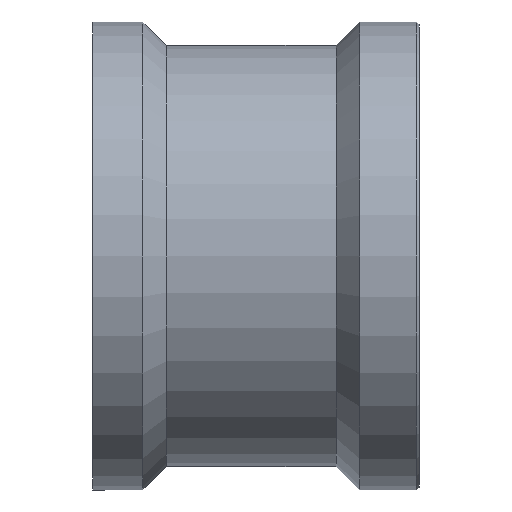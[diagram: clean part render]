
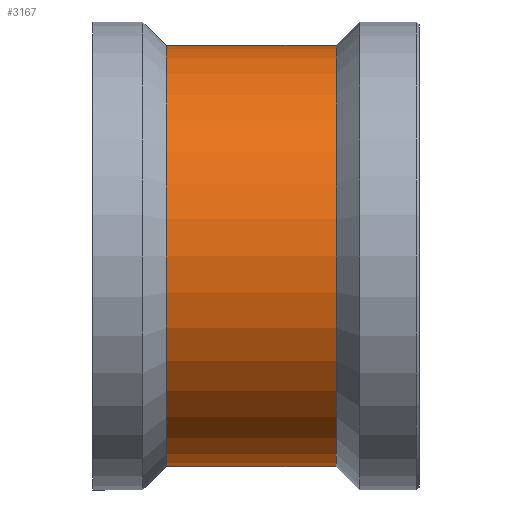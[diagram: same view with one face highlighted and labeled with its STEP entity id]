
A CAD part, left-side view. The second image highlights one B-rep face of the part: STEP entity #3167.
In plain terms, the highlighted cylindrical face has radius 45 mm (diameter 90 mm), a partial arc.
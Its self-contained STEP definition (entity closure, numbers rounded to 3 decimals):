
#75 = DIRECTION ( 'NONE',  ( 0., -1., 0. ) ) ;
#95 = ORIENTED_EDGE ( 'NONE', *, *, #3281, .T. ) ;
#174 = CIRCLE ( 'NONE', #3546, 45. ) ;
#206 = CARTESIAN_POINT ( 'NONE',  ( 0., -25.3, 45. ) ) ;
#355 = EDGE_CURVE ( 'NONE', #2604, #2010, #1942, .T. ) ;
#604 = ORIENTED_EDGE ( 'NONE', *, *, #1125, .T. ) ;
#660 = AXIS2_PLACEMENT_3D ( 'NONE', #1651, #1663, #2526 ) ;
#846 = VECTOR ( 'NONE', #3082, 1000. ) ;
#1118 = AXIS2_PLACEMENT_3D ( 'NONE', #2097, #75, #1494 ) ;
#1125 = EDGE_CURVE ( 'NONE', #2604, #1749, #174, .T. ) ;
#1163 = VERTEX_POINT ( 'NONE', #2813 ) ;
#1494 = DIRECTION ( 'NONE',  ( 0., 0., -1. ) ) ;
#1534 = LINE ( 'NONE', #3639, #2316 ) ;
#1651 = CARTESIAN_POINT ( 'NONE',  ( 0., -25.3, 0. ) ) ;
#1663 = DIRECTION ( 'NONE',  ( 0., -1., 0. ) ) ;
#1749 = VERTEX_POINT ( 'NONE', #2375 ) ;
#1837 = DIRECTION ( 'NONE',  ( 0., -1., 0. ) ) ;
#1942 = LINE ( 'NONE', #3627, #846 ) ;
#2010 = VERTEX_POINT ( 'NONE', #206 ) ;
#2043 = FACE_OUTER_BOUND ( 'NONE', #3164, .T. ) ;
#2086 = CYLINDRICAL_SURFACE ( 'NONE', #1118, 45. ) ;
#2097 = CARTESIAN_POINT ( 'NONE',  ( 0., 0., 0. ) ) ;
#2316 = VECTOR ( 'NONE', #1837, 1000. ) ;
#2375 = CARTESIAN_POINT ( 'NONE',  ( 0., 11., -45. ) ) ;
#2526 = DIRECTION ( 'NONE',  ( 0., 0., -1. ) ) ;
#2604 = VERTEX_POINT ( 'NONE', #3220 ) ;
#2813 = CARTESIAN_POINT ( 'NONE',  ( 0., -25.3, -45. ) ) ;
#2883 = ORIENTED_EDGE ( 'NONE', *, *, #355, .F. ) ;
#2986 = EDGE_CURVE ( 'NONE', #2010, #1163, #3206, .T. ) ;
#3082 = DIRECTION ( 'NONE',  ( 0., -1., 0. ) ) ;
#3118 = DIRECTION ( 'NONE',  ( 0., 0., -1. ) ) ;
#3164 = EDGE_LOOP ( 'NONE', ( #2883, #604, #95, #3537 ) ) ;
#3167 = ADVANCED_FACE ( 'NONE', ( #2043 ), #2086, .T. ) ;
#3206 = CIRCLE ( 'NONE', #660, 45. ) ;
#3220 = CARTESIAN_POINT ( 'NONE',  ( 0., 11., 45. ) ) ;
#3281 = EDGE_CURVE ( 'NONE', #1749, #1163, #1534, .T. ) ;
#3421 = CARTESIAN_POINT ( 'NONE',  ( 0., 11., 0. ) ) ;
#3537 = ORIENTED_EDGE ( 'NONE', *, *, #2986, .F. ) ;
#3546 = AXIS2_PLACEMENT_3D ( 'NONE', #3421, #3735, #3118 ) ;
#3627 = CARTESIAN_POINT ( 'NONE',  ( 0., 0., 45. ) ) ;
#3639 = CARTESIAN_POINT ( 'NONE',  ( 0., 0., -45. ) ) ;
#3735 = DIRECTION ( 'NONE',  ( 0., -1., 0. ) ) ;
